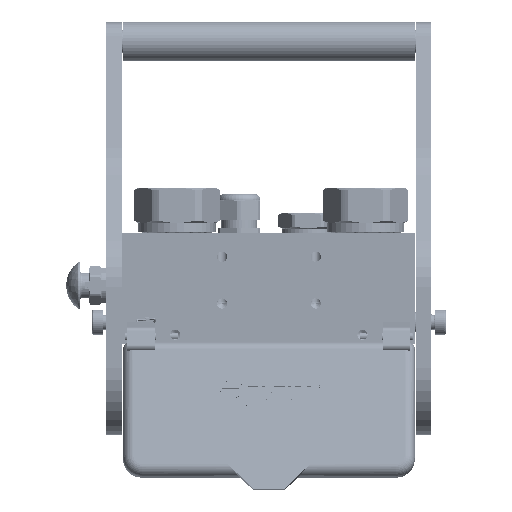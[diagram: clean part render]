
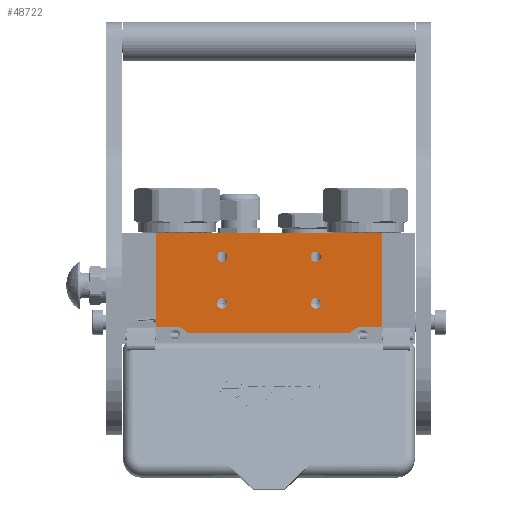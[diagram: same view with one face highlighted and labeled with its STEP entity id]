
A CAD part, left-side view. The second image highlights one B-rep face of the part: STEP entity #48722.
In plain terms, the highlighted face is planar.
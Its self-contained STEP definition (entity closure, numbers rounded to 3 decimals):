
#3772 = CARTESIAN_POINT ( 'NONE',  ( 166.7, 0., -108. ) ) ;
#4083 = CIRCLE ( 'NONE', #134466, 3.3 ) ;
#5924 = ORIENTED_EDGE ( 'NONE', *, *, #136331, .F. ) ;
#8839 = FACE_BOUND ( 'NONE', #88238, .T. ) ;
#10282 = VERTEX_POINT ( 'NONE', #147626 ) ;
#10766 = FACE_BOUND ( 'NONE', #55187, .T. ) ;
#13162 = CIRCLE ( 'NONE', #76497, 10. ) ;
#13352 = ORIENTED_EDGE ( 'NONE', *, *, #159754, .F. ) ;
#14004 = CIRCLE ( 'NONE', #55360, 3.3 ) ;
#14629 = CARTESIAN_POINT ( 'NONE',  ( 124., 11.7, -108. ) ) ;
#15402 = ORIENTED_EDGE ( 'NONE', *, *, #26132, .T. ) ;
#17358 = ORIENTED_EDGE ( 'NONE', *, *, #103552, .T. ) ;
#17362 = VERTEX_POINT ( 'NONE', #14629 ) ;
#17439 = CARTESIAN_POINT ( 'NONE',  ( 21.3, 60., -108. ) ) ;
#18179 = CARTESIAN_POINT ( 'NONE',  ( 124., 15., -108. ) ) ;
#19457 = DIRECTION ( 'NONE',  ( 0., 1., 0. ) ) ;
#19920 = VERTEX_POINT ( 'NONE', #113045 ) ;
#20032 = LINE ( 'NONE', #3772, #64184 ) ;
#20475 = CARTESIAN_POINT ( 'NONE',  ( 166.7, 60., -108. ) ) ;
#20568 = CARTESIAN_POINT ( 'NONE',  ( 64., 45., -108. ) ) ;
#21089 = DIRECTION ( 'NONE',  ( 0., 0., -1. ) ) ;
#21274 = EDGE_LOOP ( 'NONE', ( #13352, #152640 ) ) ;
#22072 = CARTESIAN_POINT ( 'NONE',  ( 124., 41.7, -108. ) ) ;
#23545 = VECTOR ( 'NONE', #152907, 1000. ) ;
#26023 = DIRECTION ( 'NONE',  ( 0., 0., -1. ) ) ;
#26132 = EDGE_CURVE ( 'NONE', #157723, #73237, #20032, .T. ) ;
#27806 = CARTESIAN_POINT ( 'NONE',  ( 166.7, 0., -108. ) ) ;
#28819 = VERTEX_POINT ( 'NONE', #144783 ) ;
#31711 = EDGE_CURVE ( 'NONE', #84461, #17362, #14004, .T. ) ;
#33128 = EDGE_CURVE ( 'NONE', #59516, #28819, #147168, .T. ) ;
#33575 = VECTOR ( 'NONE', #78064, 1000. ) ;
#34556 = CARTESIAN_POINT ( 'NONE',  ( 21.3, 60., -108. ) ) ;
#36169 = CARTESIAN_POINT ( 'NONE',  ( 64., 15., -108. ) ) ;
#36299 = CIRCLE ( 'NONE', #73125, 3.3 ) ;
#41064 = EDGE_CURVE ( 'NONE', #73237, #72174, #83702, .T. ) ;
#45395 = LINE ( 'NONE', #130153, #137520 ) ;
#46141 = DIRECTION ( 'NONE',  ( 0., 0., -1. ) ) ;
#46535 = EDGE_CURVE ( 'NONE', #157723, #19920, #45395, .T. ) ;
#47253 = EDGE_CURVE ( 'NONE', #155457, #72930, #149494, .T. ) ;
#48027 = AXIS2_PLACEMENT_3D ( 'NONE', #133935, #57353, #157885 ) ;
#48722 = ADVANCED_FACE ( 'NONE', ( #76959, #8839, #102916, #10766, #122956 ), #128090, .T. ) ;
#50100 = CIRCLE ( 'NONE', #106174, 3.3 ) ;
#52949 = DIRECTION ( 'NONE',  ( 0., 0., -1. ) ) ;
#55186 = DIRECTION ( 'NONE',  ( 0., 1., 0. ) ) ;
#55187 = EDGE_LOOP ( 'NONE', ( #69824, #143673 ) ) ;
#55360 = AXIS2_PLACEMENT_3D ( 'NONE', #18179, #46141, #133365 ) ;
#55659 = ORIENTED_EDGE ( 'NONE', *, *, #46535, .F. ) ;
#57353 = DIRECTION ( 'NONE',  ( 0., 0., -1. ) ) ;
#58056 = DIRECTION ( 'NONE',  ( 0., 0., -1. ) ) ;
#58685 = CARTESIAN_POINT ( 'NONE',  ( 145.854, 64.2, -108. ) ) ;
#59114 = DIRECTION ( 'NONE',  ( 0., -1., 0. ) ) ;
#59516 = VERTEX_POINT ( 'NONE', #22072 ) ;
#64184 = VECTOR ( 'NONE', #81520, 1000. ) ;
#64363 = DIRECTION ( 'NONE',  ( 0., 0., -1. ) ) ;
#64697 = DIRECTION ( 'NONE',  ( 0., 1., 0. ) ) ;
#67960 = AXIS2_PLACEMENT_3D ( 'NONE', #89590, #64363, #152678 ) ;
#68425 = CARTESIAN_POINT ( 'NONE',  ( 124., 15., -108. ) ) ;
#69824 = ORIENTED_EDGE ( 'NONE', *, *, #113647, .F. ) ;
#72124 = DIRECTION ( 'NONE',  ( 0., 0., -1. ) ) ;
#72174 = VERTEX_POINT ( 'NONE', #34556 ) ;
#72930 = VERTEX_POINT ( 'NONE', #108788 ) ;
#73125 = AXIS2_PLACEMENT_3D ( 'NONE', #68425, #81352, #107600 ) ;
#73210 = ORIENTED_EDGE ( 'NONE', *, *, #90407, .F. ) ;
#73237 = VERTEX_POINT ( 'NONE', #144371 ) ;
#73320 = AXIS2_PLACEMENT_3D ( 'NONE', #36169, #21089, #59114 ) ;
#73650 = VECTOR ( 'NONE', #106943, 1000. ) ;
#76497 = AXIS2_PLACEMENT_3D ( 'NONE', #137781, #124926, #114324 ) ;
#76959 = FACE_BOUND ( 'NONE', #99664, .T. ) ;
#78064 = DIRECTION ( 'NONE',  ( 0., 1., 0. ) ) ;
#79008 = VECTOR ( 'NONE', #123002, 1000. ) ;
#79777 = EDGE_CURVE ( 'NONE', #90208, #130953, #4083, .T. ) ;
#81352 = DIRECTION ( 'NONE',  ( 0., 0., -1. ) ) ;
#81520 = DIRECTION ( 'NONE',  ( -1., 0., 0. ) ) ;
#83702 = LINE ( 'NONE', #131111, #33575 ) ;
#84213 = CARTESIAN_POINT ( 'NONE',  ( 124., 18.3, -108. ) ) ;
#84461 = VERTEX_POINT ( 'NONE', #84213 ) ;
#85257 = AXIS2_PLACEMENT_3D ( 'NONE', #126989, #100720, #90085 ) ;
#85847 = ORIENTED_EDGE ( 'NONE', *, *, #105008, .F. ) ;
#87631 = LINE ( 'NONE', #17439, #73650 ) ;
#88238 = EDGE_LOOP ( 'NONE', ( #5924, #165370 ) ) ;
#89590 = CARTESIAN_POINT ( 'NONE',  ( 124., 45., -108. ) ) ;
#90085 = DIRECTION ( 'NONE',  ( -1., 0., 0. ) ) ;
#90208 = VERTEX_POINT ( 'NONE', #106265 ) ;
#90407 = EDGE_CURVE ( 'NONE', #10282, #155457, #158897, .T. ) ;
#96027 = CIRCLE ( 'NONE', #164672, 3.3 ) ;
#99664 = EDGE_LOOP ( 'NONE', ( #124303, #106090 ) ) ;
#100720 = DIRECTION ( 'NONE',  ( 0., 0., -1. ) ) ;
#102649 = CARTESIAN_POINT ( 'NONE',  ( 64., 45., -108. ) ) ;
#102916 = FACE_BOUND ( 'NONE', #21274, .T. ) ;
#103552 = EDGE_CURVE ( 'NONE', #72174, #72930, #87631, .T. ) ;
#105008 = EDGE_CURVE ( 'NONE', #125983, #10282, #13162, .T. ) ;
#106090 = ORIENTED_EDGE ( 'NONE', *, *, #157006, .F. ) ;
#106174 = AXIS2_PLACEMENT_3D ( 'NONE', #128490, #52949, #64697 ) ;
#106265 = CARTESIAN_POINT ( 'NONE',  ( 64., 48.3, -108. ) ) ;
#106943 = DIRECTION ( 'NONE',  ( 1., 0., 0. ) ) ;
#107600 = DIRECTION ( 'NONE',  ( 0., -1., 0. ) ) ;
#108788 = CARTESIAN_POINT ( 'NONE',  ( 34., 60., -108. ) ) ;
#113045 = CARTESIAN_POINT ( 'NONE',  ( 166.7, 60., -108. ) ) ;
#113647 = EDGE_CURVE ( 'NONE', #163673, #160620, #126202, .T. ) ;
#114324 = DIRECTION ( 'NONE',  ( 0., -1., 0. ) ) ;
#121324 = CARTESIAN_POINT ( 'NONE',  ( 64., 11.7, -108. ) ) ;
#122956 = FACE_OUTER_BOUND ( 'NONE', #125149, .T. ) ;
#123002 = DIRECTION ( 'NONE',  ( -1., 0., 0. ) ) ;
#124125 = CARTESIAN_POINT ( 'NONE',  ( 42.146, 64.2, -108. ) ) ;
#124303 = ORIENTED_EDGE ( 'NONE', *, *, #33128, .F. ) ;
#124926 = DIRECTION ( 'NONE',  ( 0., 0., -1. ) ) ;
#125149 = EDGE_LOOP ( 'NONE', ( #55659, #15402, #134249, #17358, #141711, #73210, #85847, #141823 ) ) ;
#125983 = VERTEX_POINT ( 'NONE', #146438 ) ;
#126202 = CIRCLE ( 'NONE', #73320, 3.3 ) ;
#126989 = CARTESIAN_POINT ( 'NONE',  ( 166.7, 0., -108. ) ) ;
#128090 = PLANE ( 'NONE',  #85257 ) ;
#128490 = CARTESIAN_POINT ( 'NONE',  ( 64., 15., -108. ) ) ;
#130153 = CARTESIAN_POINT ( 'NONE',  ( 166.7, 0., -108. ) ) ;
#130953 = VERTEX_POINT ( 'NONE', #160721 ) ;
#131111 = CARTESIAN_POINT ( 'NONE',  ( 21.3, 0., -108. ) ) ;
#131508 = LINE ( 'NONE', #20475, #23545 ) ;
#133365 = DIRECTION ( 'NONE',  ( 0., 1., 0. ) ) ;
#133935 = CARTESIAN_POINT ( 'NONE',  ( 124., 45., -108. ) ) ;
#134249 = ORIENTED_EDGE ( 'NONE', *, *, #41064, .T. ) ;
#134466 = AXIS2_PLACEMENT_3D ( 'NONE', #20568, #58056, #19457 ) ;
#135859 = CARTESIAN_POINT ( 'NONE',  ( 34., 70., -108. ) ) ;
#136331 = EDGE_CURVE ( 'NONE', #17362, #84461, #36299, .T. ) ;
#137520 = VECTOR ( 'NONE', #55186, 1000. ) ;
#137781 = CARTESIAN_POINT ( 'NONE',  ( 154., 70., -108. ) ) ;
#139021 = DIRECTION ( 'NONE',  ( 0., -1., 0. ) ) ;
#141711 = ORIENTED_EDGE ( 'NONE', *, *, #47253, .F. ) ;
#141823 = ORIENTED_EDGE ( 'NONE', *, *, #147549, .F. ) ;
#143673 = ORIENTED_EDGE ( 'NONE', *, *, #162462, .F. ) ;
#144371 = CARTESIAN_POINT ( 'NONE',  ( 21.3, 0., -108. ) ) ;
#144783 = CARTESIAN_POINT ( 'NONE',  ( 124., 48.3, -108. ) ) ;
#146438 = CARTESIAN_POINT ( 'NONE',  ( 154., 60., -108. ) ) ;
#147149 = CIRCLE ( 'NONE', #67960, 3.3 ) ;
#147168 = CIRCLE ( 'NONE', #48027, 3.3 ) ;
#147549 = EDGE_CURVE ( 'NONE', #19920, #125983, #131508, .T. ) ;
#147626 = CARTESIAN_POINT ( 'NONE',  ( 145.854, 64.2, -108. ) ) ;
#149494 = CIRCLE ( 'NONE', #152518, 10. ) ;
#152518 = AXIS2_PLACEMENT_3D ( 'NONE', #135859, #72124, #161462 ) ;
#152568 = CARTESIAN_POINT ( 'NONE',  ( 64., 18.3, -108. ) ) ;
#152640 = ORIENTED_EDGE ( 'NONE', *, *, #79777, .F. ) ;
#152678 = DIRECTION ( 'NONE',  ( 0., 1., 0. ) ) ;
#152907 = DIRECTION ( 'NONE',  ( -1., 0., 0. ) ) ;
#155457 = VERTEX_POINT ( 'NONE', #124125 ) ;
#157006 = EDGE_CURVE ( 'NONE', #28819, #59516, #147149, .T. ) ;
#157723 = VERTEX_POINT ( 'NONE', #27806 ) ;
#157885 = DIRECTION ( 'NONE',  ( 0., -1., 0. ) ) ;
#158897 = LINE ( 'NONE', #58685, #79008 ) ;
#159754 = EDGE_CURVE ( 'NONE', #130953, #90208, #96027, .T. ) ;
#160620 = VERTEX_POINT ( 'NONE', #152568 ) ;
#160721 = CARTESIAN_POINT ( 'NONE',  ( 64., 41.7, -108. ) ) ;
#161462 = DIRECTION ( 'NONE',  ( 0.815, -0.58, 0. ) ) ;
#162462 = EDGE_CURVE ( 'NONE', #160620, #163673, #50100, .T. ) ;
#163673 = VERTEX_POINT ( 'NONE', #121324 ) ;
#164672 = AXIS2_PLACEMENT_3D ( 'NONE', #102649, #26023, #139021 ) ;
#165370 = ORIENTED_EDGE ( 'NONE', *, *, #31711, .F. ) ;
